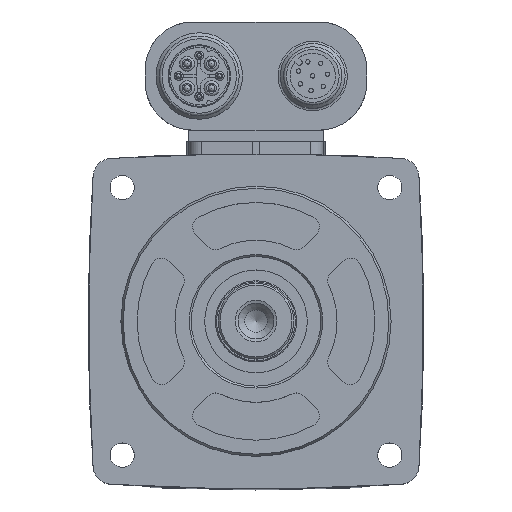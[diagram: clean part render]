
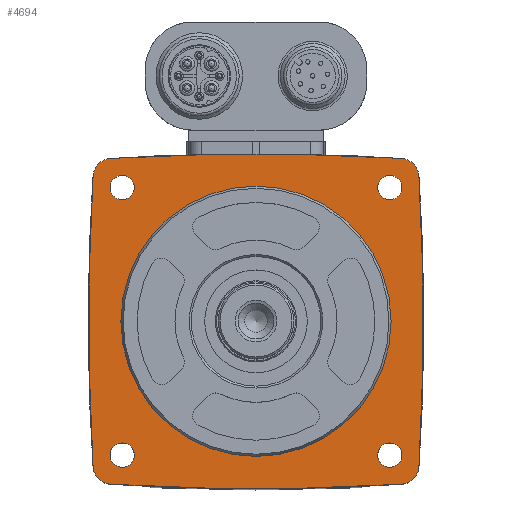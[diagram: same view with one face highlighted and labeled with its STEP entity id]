
A CAD part, top view. The second image highlights one B-rep face of the part: STEP entity #4694.
In plain terms, the highlighted planar face has unit normal (0, 0, 1).
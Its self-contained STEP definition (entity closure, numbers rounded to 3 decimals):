
#863=ORIENTED_EDGE('',*,*,#2203,.T.);
#864=ORIENTED_EDGE('',*,*,#2204,.T.);
#865=ORIENTED_EDGE('',*,*,#2205,.T.);
#866=ORIENTED_EDGE('',*,*,#2206,.T.);
#867=ORIENTED_EDGE('',*,*,#2207,.T.);
#868=ORIENTED_EDGE('',*,*,#2208,.T.);
#869=ORIENTED_EDGE('',*,*,#2209,.T.);
#870=ORIENTED_EDGE('',*,*,#2210,.T.);
#871=ORIENTED_EDGE('',*,*,#2211,.F.);
#872=ORIENTED_EDGE('',*,*,#2212,.F.);
#873=ORIENTED_EDGE('',*,*,#2213,.F.);
#874=ORIENTED_EDGE('',*,*,#2214,.F.);
#875=ORIENTED_EDGE('',*,*,#2215,.F.);
#2203=EDGE_CURVE('',#2873,#2874,#3353,.T.);
#2204=EDGE_CURVE('',#2874,#2875,#3354,.T.);
#2205=EDGE_CURVE('',#2875,#2876,#3355,.T.);
#2206=EDGE_CURVE('',#2876,#2877,#3356,.T.);
#2207=EDGE_CURVE('',#2877,#2878,#3357,.T.);
#2208=EDGE_CURVE('',#2878,#2879,#3358,.T.);
#2209=EDGE_CURVE('',#2879,#2880,#3359,.T.);
#2210=EDGE_CURVE('',#2880,#2873,#3360,.T.);
#2211=EDGE_CURVE('',#2881,#2881,#3361,.T.);
#2212=EDGE_CURVE('',#2882,#2882,#3362,.T.);
#2213=EDGE_CURVE('',#2883,#2883,#3363,.T.);
#2214=EDGE_CURVE('',#2884,#2884,#3364,.T.);
#2215=EDGE_CURVE('',#2885,#2885,#3365,.T.);
#2873=VERTEX_POINT('',#7261);
#2874=VERTEX_POINT('',#7262);
#2875=VERTEX_POINT('',#7264);
#2876=VERTEX_POINT('',#7266);
#2877=VERTEX_POINT('',#7268);
#2878=VERTEX_POINT('',#7270);
#2879=VERTEX_POINT('',#7272);
#2880=VERTEX_POINT('',#7274);
#2881=VERTEX_POINT('',#7277);
#2882=VERTEX_POINT('',#7279);
#2883=VERTEX_POINT('',#7281);
#2884=VERTEX_POINT('',#7283);
#2885=VERTEX_POINT('',#7285);
#3353=CIRCLE('',#5025,3.5);
#3354=CIRCLE('',#5026,450.5);
#3355=CIRCLE('',#5027,3.5);
#3356=CIRCLE('',#5028,450.5);
#3357=CIRCLE('',#5029,3.5);
#3358=CIRCLE('',#5030,450.5);
#3359=CIRCLE('',#5031,3.5);
#3360=CIRCLE('',#5032,450.5);
#3361=CIRCLE('',#5033,2.25);
#3362=CIRCLE('',#5034,2.25);
#3363=CIRCLE('',#5035,2.25);
#3364=CIRCLE('',#5036,2.25);
#3365=CIRCLE('',#5037,25.);
#3654=EDGE_LOOP('',(#863,#864,#865,#866,#867,#868,#869,#870));
#3655=EDGE_LOOP('',(#871));
#3656=EDGE_LOOP('',(#872));
#3657=EDGE_LOOP('',(#873));
#3658=EDGE_LOOP('',(#874));
#3659=EDGE_LOOP('',(#875));
#4103=FACE_BOUND('',#3654,.T.);
#4104=FACE_BOUND('',#3655,.T.);
#4105=FACE_BOUND('',#3656,.T.);
#4106=FACE_BOUND('',#3657,.T.);
#4107=FACE_BOUND('',#3658,.T.);
#4108=FACE_BOUND('',#3659,.T.);
#4553=PLANE('',#5024);
#4694=ADVANCED_FACE('',(#4103,#4104,#4105,#4106,#4107,#4108),#4553,.T.);
#5024=AXIS2_PLACEMENT_3D('',#7259,#5671,#5672);
#5025=AXIS2_PLACEMENT_3D('',#7260,#5673,#5674);
#5026=AXIS2_PLACEMENT_3D('',#7263,#5675,#5676);
#5027=AXIS2_PLACEMENT_3D('',#7265,#5677,#5678);
#5028=AXIS2_PLACEMENT_3D('',#7267,#5679,#5680);
#5029=AXIS2_PLACEMENT_3D('',#7269,#5681,#5682);
#5030=AXIS2_PLACEMENT_3D('',#7271,#5683,#5684);
#5031=AXIS2_PLACEMENT_3D('',#7273,#5685,#5686);
#5032=AXIS2_PLACEMENT_3D('',#7275,#5687,#5688);
#5033=AXIS2_PLACEMENT_3D('',#7276,#5689,#5690);
#5034=AXIS2_PLACEMENT_3D('',#7278,#5691,#5692);
#5035=AXIS2_PLACEMENT_3D('',#7280,#5693,#5694);
#5036=AXIS2_PLACEMENT_3D('',#7282,#5695,#5696);
#5037=AXIS2_PLACEMENT_3D('',#7284,#5697,#5698);
#5671=DIRECTION('',(0.,0.,1.));
#5672=DIRECTION('',(1.,0.,0.));
#5673=DIRECTION('',(0.,0.,1.));
#5674=DIRECTION('',(1.,0.,0.));
#5675=DIRECTION('',(0.,0.,1.));
#5676=DIRECTION('',(1.,0.,0.));
#5677=DIRECTION('',(0.,0.,1.));
#5678=DIRECTION('',(1.,0.,0.));
#5679=DIRECTION('',(0.,0.,1.));
#5680=DIRECTION('',(1.,0.,0.));
#5681=DIRECTION('',(0.,0.,1.));
#5682=DIRECTION('',(1.,0.,0.));
#5683=DIRECTION('',(0.,0.,1.));
#5684=DIRECTION('',(1.,0.,0.));
#5685=DIRECTION('',(0.,0.,1.));
#5686=DIRECTION('',(1.,0.,0.));
#5687=DIRECTION('',(0.,0.,1.));
#5688=DIRECTION('',(1.,0.,0.));
#5689=DIRECTION('',(0.,0.,1.));
#5690=DIRECTION('',(1.,0.,0.));
#5691=DIRECTION('',(0.,0.,1.));
#5692=DIRECTION('',(1.,0.,0.));
#5693=DIRECTION('',(0.,0.,1.));
#5694=DIRECTION('',(1.,0.,0.));
#5695=DIRECTION('',(0.,0.,1.));
#5696=DIRECTION('',(1.,0.,0.));
#5697=DIRECTION('',(0.,0.,1.));
#5698=DIRECTION('',(1.,0.,0.));
#7259=CARTESIAN_POINT('',(196.448,13.327,0.));
#7260=CARTESIAN_POINT('',(-26.655,26.655,0.));
#7261=CARTESIAN_POINT('',(-26.863,30.148,0.));
#7262=CARTESIAN_POINT('',(-30.148,26.863,0.));
#7263=CARTESIAN_POINT('',(419.55,0.,0.));
#7264=CARTESIAN_POINT('',(-30.148,-26.863,0.));
#7265=CARTESIAN_POINT('',(-26.655,-26.655,0.));
#7266=CARTESIAN_POINT('',(-26.863,-30.148,0.));
#7267=CARTESIAN_POINT('',(0.,419.55,0.));
#7268=CARTESIAN_POINT('',(26.863,-30.148,0.));
#7269=CARTESIAN_POINT('',(26.655,-26.655,0.));
#7270=CARTESIAN_POINT('',(30.148,-26.863,0.));
#7271=CARTESIAN_POINT('',(-419.55,0.,0.));
#7272=CARTESIAN_POINT('',(30.148,26.863,0.));
#7273=CARTESIAN_POINT('',(26.655,26.655,0.));
#7274=CARTESIAN_POINT('',(26.863,30.148,0.));
#7275=CARTESIAN_POINT('',(0.,-419.55,0.));
#7276=CARTESIAN_POINT('',(24.749,24.749,0.));
#7277=CARTESIAN_POINT('',(26.999,24.749,0.));
#7278=CARTESIAN_POINT('',(24.749,-24.749,0.));
#7279=CARTESIAN_POINT('',(26.999,-24.749,0.));
#7280=CARTESIAN_POINT('',(-24.749,24.749,0.));
#7281=CARTESIAN_POINT('',(-22.499,24.749,0.));
#7282=CARTESIAN_POINT('',(-24.749,-24.749,0.));
#7283=CARTESIAN_POINT('',(-22.499,-24.749,0.));
#7284=CARTESIAN_POINT('',(0.,0.,0.));
#7285=CARTESIAN_POINT('',(25.,0.,0.));
